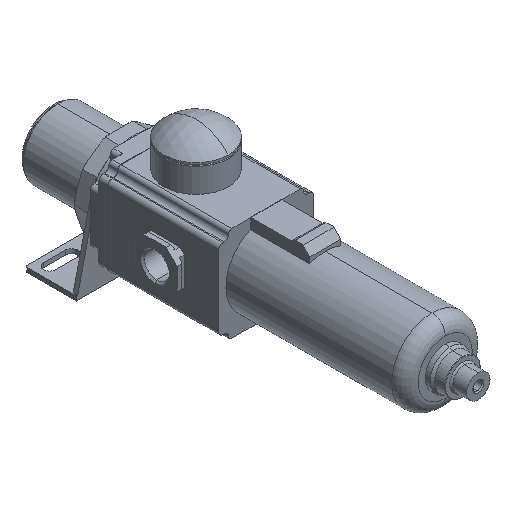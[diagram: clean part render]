
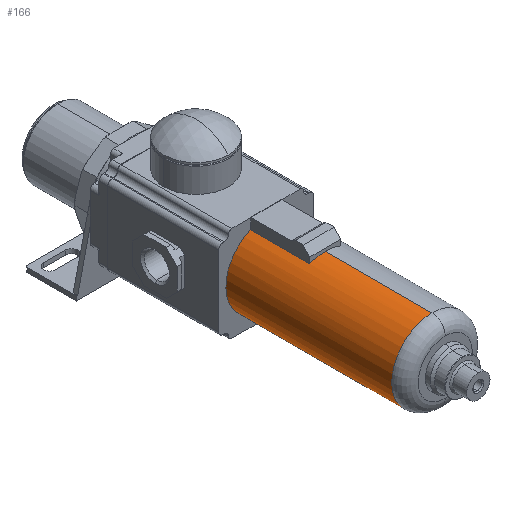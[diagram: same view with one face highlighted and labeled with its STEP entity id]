
A CAD part, isometric view. The second image highlights one B-rep face of the part: STEP entity #166.
In plain terms, the highlighted cylindrical face has radius 18.2 mm (diameter 36.4 mm), a partial arc.
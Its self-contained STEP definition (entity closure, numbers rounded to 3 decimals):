
#112 = DIRECTION ( 'NONE',  ( 0., 0., 1. ) ) ;
#166 = ADVANCED_FACE ( 'NONE', ( #574 ), #6452, .T. ) ;
#574 = FACE_OUTER_BOUND ( 'NONE', #3690, .T. ) ;
#733 = VECTOR ( 'NONE', #3166, 1000. ) ;
#800 = DIRECTION ( 'NONE',  ( 0., -1., 0. ) ) ;
#1198 = DIRECTION ( 'NONE',  ( 0., 1., 0. ) ) ;
#1483 = ORIENTED_EDGE ( 'NONE', *, *, #1543, .F. ) ;
#1543 = EDGE_CURVE ( 'NONE', #7001, #2091, #4139, .T. ) ;
#1564 = DIRECTION ( 'NONE',  ( 0., 0., 1. ) ) ;
#1903 = CARTESIAN_POINT ( 'NONE',  ( 0., -99., 0. ) ) ;
#1924 = CARTESIAN_POINT ( 'NONE',  ( -7., -24., 16.8 ) ) ;
#2080 = VECTOR ( 'NONE', #5037, 1000. ) ;
#2091 = VERTEX_POINT ( 'NONE', #5403 ) ;
#2251 = LINE ( 'NONE', #4429, #2080 ) ;
#2429 = CARTESIAN_POINT ( 'NONE',  ( -7., -50.77, 16.8 ) ) ;
#2529 = EDGE_CURVE ( 'NONE', #2960, #6475, #2251, .T. ) ;
#2671 = DIRECTION ( 'NONE',  ( 0., 1., 0. ) ) ;
#2748 = EDGE_CURVE ( 'NONE', #2091, #3016, #7018, .T. ) ;
#2773 = CARTESIAN_POINT ( 'NONE',  ( 0., -120., 0. ) ) ;
#2957 = DIRECTION ( 'NONE',  ( 0., 0., -1. ) ) ;
#2960 = VERTEX_POINT ( 'NONE', #1924 ) ;
#2995 = ORIENTED_EDGE ( 'NONE', *, *, #4463, .T. ) ;
#3016 = VERTEX_POINT ( 'NONE', #6806 ) ;
#3153 = EDGE_CURVE ( 'NONE', #3016, #2960, #6982, .T. ) ;
#3158 = ORIENTED_EDGE ( 'NONE', *, *, #2529, .F. ) ;
#3166 = DIRECTION ( 'NONE',  ( 0., 1., 0. ) ) ;
#3183 = DIRECTION ( 'NONE',  ( 0., 1., 0. ) ) ;
#3451 = AXIS2_PLACEMENT_3D ( 'NONE', #5900, #3183, #1564 ) ;
#3690 = EDGE_LOOP ( 'NONE', ( #6339, #3158, #4382, #4899, #1483, #2995 ) ) ;
#4046 = LINE ( 'NONE', #6224, #4790 ) ;
#4139 = CIRCLE ( 'NONE', #6871, 18.2 ) ;
#4191 = AXIS2_PLACEMENT_3D ( 'NONE', #2773, #2671, #5388 ) ;
#4382 = ORIENTED_EDGE ( 'NONE', *, *, #3153, .F. ) ;
#4429 = CARTESIAN_POINT ( 'NONE',  ( -7., -120., 16.8 ) ) ;
#4463 = EDGE_CURVE ( 'NONE', #7001, #6585, #4046, .T. ) ;
#4600 = AXIS2_PLACEMENT_3D ( 'NONE', #5035, #1198, #112 ) ;
#4790 = VECTOR ( 'NONE', #5750, 1000. ) ;
#4899 = ORIENTED_EDGE ( 'NONE', *, *, #2748, .F. ) ;
#5035 = CARTESIAN_POINT ( 'NONE',  ( 0., -24., 0. ) ) ;
#5037 = DIRECTION ( 'NONE',  ( 0., -1., 0. ) ) ;
#5312 = CARTESIAN_POINT ( 'NONE',  ( 0., -99., -18.2 ) ) ;
#5388 = DIRECTION ( 'NONE',  ( 1., 0., 0. ) ) ;
#5392 = CIRCLE ( 'NONE', #3451, 18.2 ) ;
#5403 = CARTESIAN_POINT ( 'NONE',  ( 0., -99., -18.2 ) ) ;
#5750 = DIRECTION ( 'NONE',  ( 0., 1., 0. ) ) ;
#5900 = CARTESIAN_POINT ( 'NONE',  ( 0., -50.77, 0. ) ) ;
#6044 = CARTESIAN_POINT ( 'NONE',  ( 0., -50.77, 18.2 ) ) ;
#6167 = CARTESIAN_POINT ( 'NONE',  ( 0., -99., 18.2 ) ) ;
#6224 = CARTESIAN_POINT ( 'NONE',  ( 0., -99., 18.2 ) ) ;
#6339 = ORIENTED_EDGE ( 'NONE', *, *, #6894, .F. ) ;
#6452 = CYLINDRICAL_SURFACE ( 'NONE', #4191, 18.2 ) ;
#6475 = VERTEX_POINT ( 'NONE', #2429 ) ;
#6585 = VERTEX_POINT ( 'NONE', #6044 ) ;
#6806 = CARTESIAN_POINT ( 'NONE',  ( 0., -24., -18.2 ) ) ;
#6871 = AXIS2_PLACEMENT_3D ( 'NONE', #1903, #800, #2957 ) ;
#6894 = EDGE_CURVE ( 'NONE', #6475, #6585, #5392, .T. ) ;
#6982 = CIRCLE ( 'NONE', #4600, 18.2 ) ;
#7001 = VERTEX_POINT ( 'NONE', #6167 ) ;
#7018 = LINE ( 'NONE', #5312, #733 ) ;
